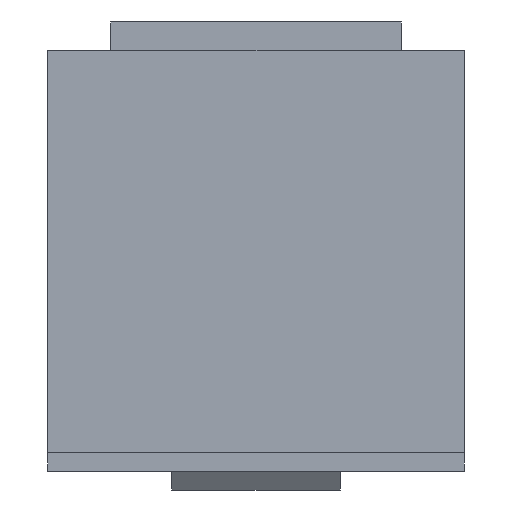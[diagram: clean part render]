
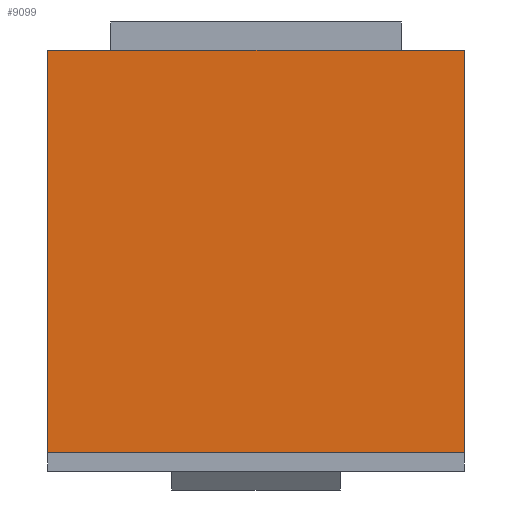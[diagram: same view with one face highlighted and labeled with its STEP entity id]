
A CAD part, left-side view. The second image highlights one B-rep face of the part: STEP entity #9099.
In plain terms, the highlighted planar face has unit normal (-1, 0, 0).
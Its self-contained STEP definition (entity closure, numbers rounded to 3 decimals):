
#93 = LINE ( 'NONE', #6213, #8462 ) ;
#398 = LINE ( 'NONE', #7754, #2250 ) ;
#820 = DIRECTION ( 'NONE',  ( 1., 0., 0. ) ) ;
#1023 = DIRECTION ( 'NONE',  ( 0., -1., 0. ) ) ;
#1101 = ORIENTED_EDGE ( 'NONE', *, *, #9858, .T. ) ;
#2221 = VECTOR ( 'NONE', #4514, 1000. ) ;
#2250 = VECTOR ( 'NONE', #8595, 1000. ) ;
#2339 = VERTEX_POINT ( 'NONE', #5460 ) ;
#2648 = CARTESIAN_POINT ( 'NONE',  ( -221., 22.225, 2. ) ) ;
#2830 = DIRECTION ( 'NONE',  ( 0., 0., -1. ) ) ;
#3657 = AXIS2_PLACEMENT_3D ( 'NONE', #6020, #820, #6872 ) ;
#3850 = EDGE_LOOP ( 'NONE', ( #1101, #10293, #6090, #4668 ) ) ;
#4207 = CARTESIAN_POINT ( 'NONE',  ( -221., -22.225, 45. ) ) ;
#4234 = VECTOR ( 'NONE', #1023, 1000. ) ;
#4514 = DIRECTION ( 'NONE',  ( 0., 0., -1. ) ) ;
#4530 = VERTEX_POINT ( 'NONE', #9121 ) ;
#4668 = ORIENTED_EDGE ( 'NONE', *, *, #9860, .T. ) ;
#4782 = FACE_OUTER_BOUND ( 'NONE', #3850, .T. ) ;
#4802 = CARTESIAN_POINT ( 'NONE',  ( -221., 22.225, 2. ) ) ;
#5096 = PLANE ( 'NONE',  #3657 ) ;
#5460 = CARTESIAN_POINT ( 'NONE',  ( -221., 22.225, 45. ) ) ;
#6020 = CARTESIAN_POINT ( 'NONE',  ( -221., 22.225, 45. ) ) ;
#6090 = ORIENTED_EDGE ( 'NONE', *, *, #9125, .F. ) ;
#6213 = CARTESIAN_POINT ( 'NONE',  ( -221., 22.225, 45. ) ) ;
#6479 = LINE ( 'NONE', #2648, #4234 ) ;
#6872 = DIRECTION ( 'NONE',  ( 0., 0., -1. ) ) ;
#7058 = CARTESIAN_POINT ( 'NONE',  ( -221., -22.225, 45. ) ) ;
#7266 = VERTEX_POINT ( 'NONE', #4207 ) ;
#7754 = CARTESIAN_POINT ( 'NONE',  ( -221., 22.225, 45. ) ) ;
#8462 = VECTOR ( 'NONE', #2830, 1000. ) ;
#8595 = DIRECTION ( 'NONE',  ( 0., -1., 0. ) ) ;
#8710 = LINE ( 'NONE', #7058, #2221 ) ;
#9099 = ADVANCED_FACE ( 'NONE', ( #4782 ), #5096, .F. ) ;
#9121 = CARTESIAN_POINT ( 'NONE',  ( -221., -22.225, 2. ) ) ;
#9125 = EDGE_CURVE ( 'NONE', #2339, #7266, #398, .T. ) ;
#9858 = EDGE_CURVE ( 'NONE', #10917, #4530, #6479, .T. ) ;
#9859 = EDGE_CURVE ( 'NONE', #7266, #4530, #8710, .T. ) ;
#9860 = EDGE_CURVE ( 'NONE', #2339, #10917, #93, .T. ) ;
#10293 = ORIENTED_EDGE ( 'NONE', *, *, #9859, .F. ) ;
#10917 = VERTEX_POINT ( 'NONE', #4802 ) ;
